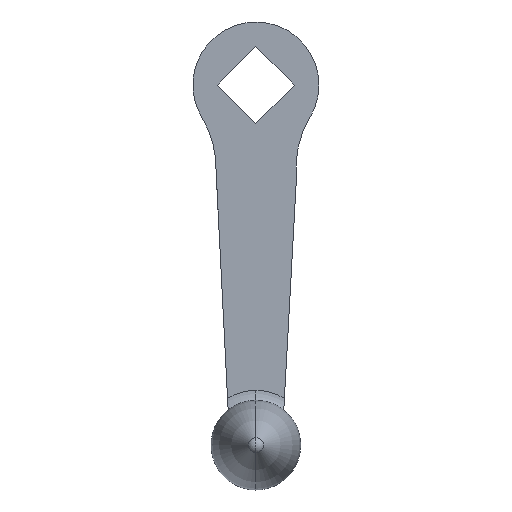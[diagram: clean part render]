
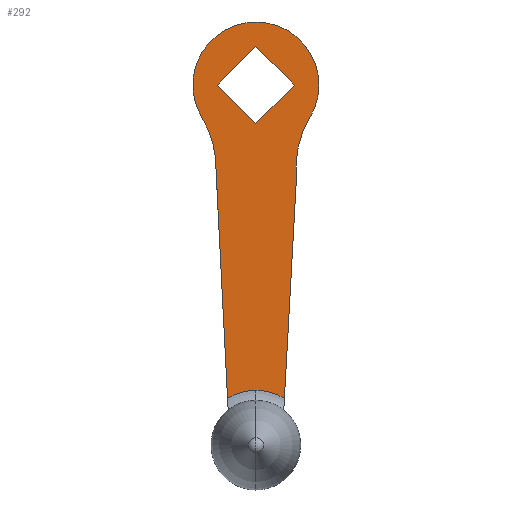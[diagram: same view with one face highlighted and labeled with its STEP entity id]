
A CAD part, front view. The second image highlights one B-rep face of the part: STEP entity #292.
In plain terms, the highlighted planar face has unit normal (0, -1, 0).
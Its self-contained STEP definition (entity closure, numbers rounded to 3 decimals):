
#186=EDGE_CURVE('',#276,#202,#522,.T.);
#202=VERTEX_POINT('',#538);
#218=EDGE_CURVE('',#358,#252,#555,.T.);
#242=EDGE_CURVE('',#392,#460,#584,.T.);
#248=EDGE_CURVE('',#460,#252,#590,.T.);
#252=VERTEX_POINT('',#594);
#276=VERTEX_POINT('',#625);
#280=VERTEX_POINT('',#629);
#292=ADVANCED_FACE('',(#642,#643),#644,.F.);
#314=EDGE_CURVE('',#280,#398,#667,.T.);
#358=VERTEX_POINT('',#717);
#386=EDGE_CURVE('',#202,#280,#749,.T.);
#392=VERTEX_POINT('',#755);
#398=VERTEX_POINT('',#761);
#432=EDGE_CURVE('',#448,#472,#797,.T.);
#434=EDGE_CURVE('',#484,#448,#799,.T.);
#446=EDGE_CURVE('',#392,#276,#813,.T.);
#448=VERTEX_POINT('',#815);
#454=EDGE_CURVE('',#472,#490,#821,.T.);
#460=VERTEX_POINT('',#828);
#472=VERTEX_POINT('',#842);
#484=VERTEX_POINT('',#856);
#486=EDGE_CURVE('',#490,#484,#858,.T.);
#488=EDGE_CURVE('',#398,#358,#860,.T.);
#490=VERTEX_POINT('',#862);
#522=CIRCLE('',#887,22.);
#538=CARTESIAN_POINT('',(-12.008,-24.0,-7.198));
#555=LINE('',#937,#938);
#584=CIRCLE('',#994,12.167);
#590=CIRCLE('',#1003,12.167);
#594=CARTESIAN_POINT('',(6.323,-24.0,-69.606));
#625=CARTESIAN_POINT('',(-9.,-24.0,-16.195));
#629=CARTESIAN_POINT('',(-12.008,-24.0,7.198));
#642=FACE_OUTER_BOUND('',#1063,.T.);
#643=FACE_BOUND('',#1064,.T.);
#644=PLANE('',#1065);
#667=CIRCLE('',#1099,14.0);
#717=CARTESIAN_POINT('',(9.,-24.0,-20.821));
#749=CIRCLE('',#1203,14.0);
#755=CARTESIAN_POINT('',(-6.299,-24.0,-69.591));
#761=CARTESIAN_POINT('',(12.008,-24.0,-7.198));
#797=LINE('',#1284,#1285);
#799=LINE('',#1288,#1289);
#813=LINE('',#1305,#1306);
#815=CARTESIAN_POINT('',(8.485,-24.0,0.));
#821=LINE('',#1318,#1319);
#828=CARTESIAN_POINT('',(0.,-24.0,-67.833));
#842=CARTESIAN_POINT('',(0.0,-24.0,8.485));
#856=CARTESIAN_POINT('',(0.0,-24.0,-8.485));
#858=LINE('',#1361,#1362);
#860=CIRCLE('',#1365,22.);
#862=CARTESIAN_POINT('',(-8.485,-24.0,0.));
#887=AXIS2_PLACEMENT_3D('',#1387,#1388,#1389);
#937=CARTESIAN_POINT('',(9.114,-24.0,-18.747));
#938=VECTOR('',#1421,1.0);
#994=AXIS2_PLACEMENT_3D('',#1459,#1460,#1461);
#1003=AXIS2_PLACEMENT_3D('',#1463,#1464,#1465);
#1063=EDGE_LOOP('',(#1538,#1539,#1540,#1541,#1542,#1543,#1544,#1545));
#1064=EDGE_LOOP('',(#1546,#1547,#1548,#1549));
#1065=AXIS2_PLACEMENT_3D('',#1550,#1551,#1552);
#1099=AXIS2_PLACEMENT_3D('',#1576,#1577,#1578);
#1203=AXIS2_PLACEMENT_3D('',#1686,#1687,#1688);
#1284=CARTESIAN_POINT('',(6.163,-24.0,2.322));
#1285=VECTOR('',#1731,1.0);
#1288=CARTESIAN_POINT('',(2.322,-24.0,-6.163));
#1289=VECTOR('',#1732,1.0);
#1305=CARTESIAN_POINT('',(-7.489,-24.0,-46.06));
#1306=VECTOR('',#1752,1.0);
#1318=CARTESIAN_POINT('',(-10.406,-24.0,-1.92));
#1319=VECTOR('',#1757,1.0);
#1361=CARTESIAN_POINT('',(1.92,-24.0,-10.406));
#1362=VECTOR('',#1810,1.0);
#1365=AXIS2_PLACEMENT_3D('',#1811,#1812,#1813);
#1387=CARTESIAN_POINT('',(-30.878,-24.0,-18.508));
#1388=DIRECTION('',(0.0,-1.0,0.0));
#1389=DIRECTION('',(0.858,0.0,0.514));
#1421=DIRECTION('',(-0.055,0.0,-0.998));
#1459=CARTESIAN_POINT('',(0.,-24.0,-80.0));
#1460=DIRECTION('',(-0.0,1.0,0.0));
#1461=DIRECTION('',(0.,0.0,1.0));
#1463=CARTESIAN_POINT('',(0.,-24.0,-80.0));
#1464=DIRECTION('',(-0.0,1.0,0.0));
#1465=DIRECTION('',(0.,0.0,1.0));
#1538=ORIENTED_EDGE('',*,*,#446,.F.);
#1539=ORIENTED_EDGE('',*,*,#242,.T.);
#1540=ORIENTED_EDGE('',*,*,#248,.T.);
#1541=ORIENTED_EDGE('',*,*,#218,.F.);
#1542=ORIENTED_EDGE('',*,*,#488,.F.);
#1543=ORIENTED_EDGE('',*,*,#314,.F.);
#1544=ORIENTED_EDGE('',*,*,#386,.F.);
#1545=ORIENTED_EDGE('',*,*,#186,.F.);
#1546=ORIENTED_EDGE('',*,*,#486,.F.);
#1547=ORIENTED_EDGE('',*,*,#454,.F.);
#1548=ORIENTED_EDGE('',*,*,#432,.F.);
#1549=ORIENTED_EDGE('',*,*,#434,.F.);
#1550=CARTESIAN_POINT('',(0.,-24.0,-16.167));
#1551=DIRECTION('',(-0.0,1.0,0.0));
#1552=DIRECTION('',(0.,0.0,1.0));
#1576=CARTESIAN_POINT('',(0.0,-24.0,0.));
#1577=DIRECTION('',(0.0,1.0,0.0));
#1578=DIRECTION('',(0.858,0.0,-0.514));
#1686=CARTESIAN_POINT('',(0.0,-24.0,0.));
#1687=DIRECTION('',(0.0,1.0,0.0));
#1688=DIRECTION('',(0.858,0.0,-0.514));
#1731=DIRECTION('',(-0.707,0.0,0.707));
#1732=DIRECTION('',(0.707,0.0,0.707));
#1752=DIRECTION('',(-0.051,0.0,0.999));
#1757=DIRECTION('',(-0.707,0.0,-0.707));
#1810=DIRECTION('',(0.707,0.0,-0.707));
#1811=CARTESIAN_POINT('',(30.878,-24.0,-18.508));
#1812=DIRECTION('',(0.0,-1.0,-0.0));
#1813=DIRECTION('',(-0.994,0.0,-0.105));
